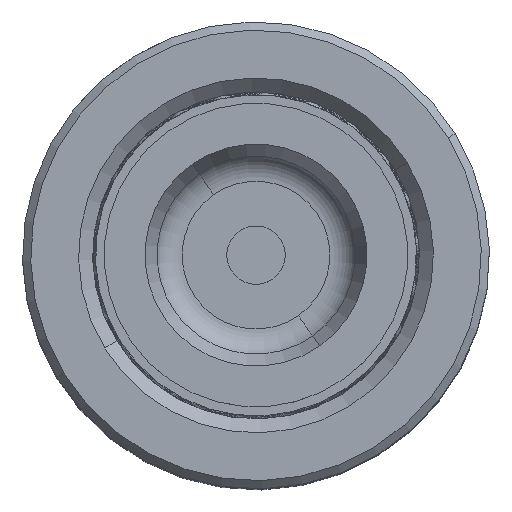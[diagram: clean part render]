
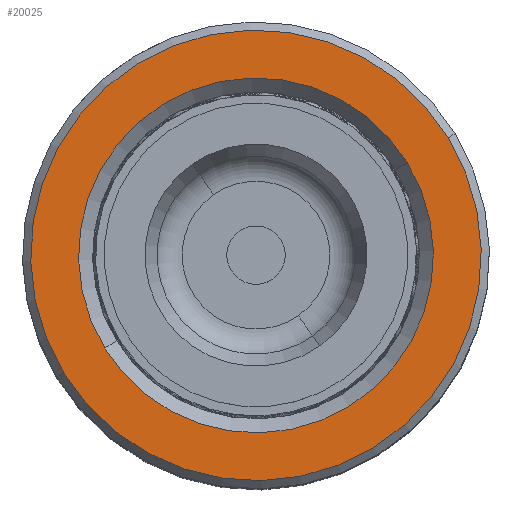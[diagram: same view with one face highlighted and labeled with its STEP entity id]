
A CAD part, top view. The second image highlights one B-rep face of the part: STEP entity #20025.
In plain terms, the highlighted planar face has unit normal (0, 0, 1).
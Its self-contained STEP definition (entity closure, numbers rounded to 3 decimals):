
#1301 = EDGE_CURVE ( 'NONE', #36393, #38805, #46137, .T. ) ;
#2391 = CIRCLE ( 'NONE', #35079, 15.2 ) ;
#2774 = CARTESIAN_POINT ( 'NONE',  ( 0., 0., 60. ) ) ;
#3057 = EDGE_CURVE ( 'NONE', #38805, #36393, #15674, .T. ) ;
#3451 = VERTEX_POINT ( 'NONE', #39248 ) ;
#3509 = FACE_OUTER_BOUND ( 'NONE', #8009, .T. ) ;
#3964 = AXIS2_PLACEMENT_3D ( 'NONE', #42297, #37242, #55985 ) ;
#4670 = AXIS2_PLACEMENT_3D ( 'NONE', #2774, #34839, #43551 ) ;
#5185 = EDGE_CURVE ( 'NONE', #3451, #51693, #29307, .T. ) ;
#5449 = EDGE_LOOP ( 'NONE', ( #18939, #7511 ) ) ;
#7452 = EDGE_CURVE ( 'NONE', #51693, #3451, #2391, .T. ) ;
#7511 = ORIENTED_EDGE ( 'NONE', *, *, #5185, .T. ) ;
#7639 = ORIENTED_EDGE ( 'NONE', *, *, #3057, .T. ) ;
#8009 = EDGE_LOOP ( 'NONE', ( #51282, #7639 ) ) ;
#10477 = CARTESIAN_POINT ( 'NONE',  ( 19.3, 0., 60. ) ) ;
#15674 = CIRCLE ( 'NONE', #37729, 19.3 ) ;
#17251 = CARTESIAN_POINT ( 'NONE',  ( 0., 0., 60. ) ) ;
#17630 = DIRECTION ( 'NONE',  ( 1., 0., 0. ) ) ;
#18939 = ORIENTED_EDGE ( 'NONE', *, *, #7452, .T. ) ;
#20025 = ADVANCED_FACE ( 'NONE', ( #3509, #26708 ), #56438, .T. ) ;
#25549 = DIRECTION ( 'NONE',  ( 1., 0., 0. ) ) ;
#26708 = FACE_BOUND ( 'NONE', #5449, .T. ) ;
#29307 = CIRCLE ( 'NONE', #3964, 15.2 ) ;
#29888 = AXIS2_PLACEMENT_3D ( 'NONE', #53308, #34920, #25549 ) ;
#34839 = DIRECTION ( 'NONE',  ( 0., 0., 1. ) ) ;
#34920 = DIRECTION ( 'NONE',  ( 0., 0., 1. ) ) ;
#35079 = AXIS2_PLACEMENT_3D ( 'NONE', #51313, #41861, #56524 ) ;
#36393 = VERTEX_POINT ( 'NONE', #40382 ) ;
#37242 = DIRECTION ( 'NONE',  ( 0., 0., -1. ) ) ;
#37729 = AXIS2_PLACEMENT_3D ( 'NONE', #17251, #54838, #17630 ) ;
#38805 = VERTEX_POINT ( 'NONE', #10477 ) ;
#39248 = CARTESIAN_POINT ( 'NONE',  ( -15.2, 0., 60. ) ) ;
#40382 = CARTESIAN_POINT ( 'NONE',  ( -19.3, 0., 60. ) ) ;
#41861 = DIRECTION ( 'NONE',  ( 0., 0., -1. ) ) ;
#42297 = CARTESIAN_POINT ( 'NONE',  ( 0., 0., 60. ) ) ;
#43551 = DIRECTION ( 'NONE',  ( 1., 0., 0. ) ) ;
#46137 = CIRCLE ( 'NONE', #29888, 19.3 ) ;
#46185 = CARTESIAN_POINT ( 'NONE',  ( 15.2, 0., 60. ) ) ;
#51282 = ORIENTED_EDGE ( 'NONE', *, *, #1301, .T. ) ;
#51313 = CARTESIAN_POINT ( 'NONE',  ( 0., 0., 60. ) ) ;
#51693 = VERTEX_POINT ( 'NONE', #46185 ) ;
#53308 = CARTESIAN_POINT ( 'NONE',  ( 0., 0., 60. ) ) ;
#54838 = DIRECTION ( 'NONE',  ( 0., 0., 1. ) ) ;
#55985 = DIRECTION ( 'NONE',  ( 1., 0., 0. ) ) ;
#56438 = PLANE ( 'NONE',  #4670 ) ;
#56524 = DIRECTION ( 'NONE',  ( 1., 0., 0. ) ) ;
